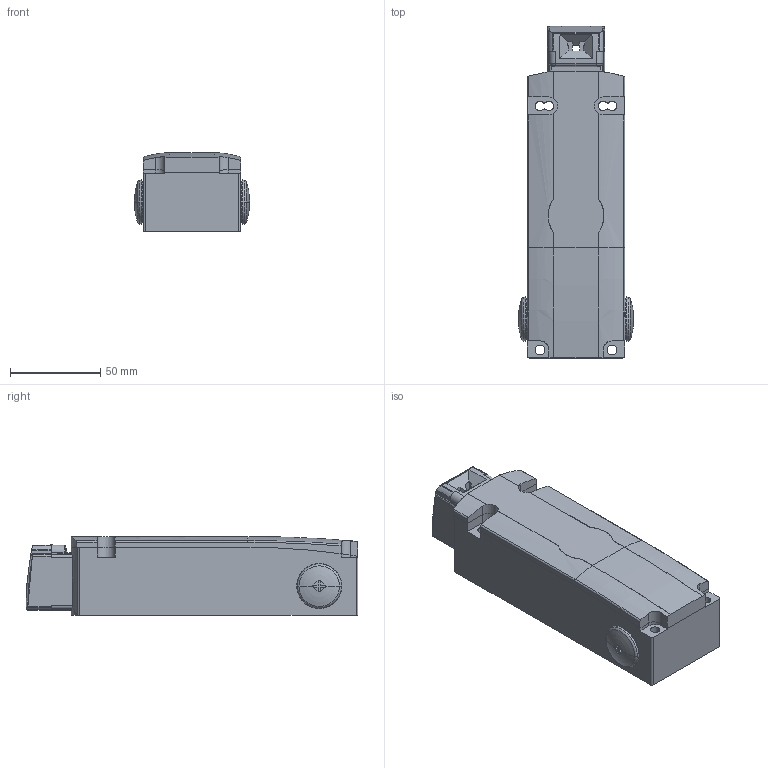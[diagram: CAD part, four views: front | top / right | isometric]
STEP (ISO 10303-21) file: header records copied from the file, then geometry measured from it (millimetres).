
FILE_DESCRIPTION(('STEP AP214'),'1');
FILE_NAME('cctmp_DAE339A3-EBC2-4E22-951E-43A8CDA4D51D_2023_07_21_12_30_30_0544..stp','2023-07-21T10:30:31',('SIEMENS A&D'),('CADClick - www.CADClick.com'),'Spatial InterOp 3D postprocessed',' ','unknown authorization');
FILE_SCHEMA(('AUTOMOTIVE_DESIGN'));
Length unit declared in the file: millimetre
Products named in the file (4): cc_unnamed; 2023_07_21_12_30_30_0519; 2023_07_21_12_30_30_0515; 2023_07_21_12_30_30_0511
Assembly tree (3 placements, depth 2):
  cc_unnamed
    2023_07_21_12_30_30_0519
    2023_07_21_12_30_30_0515
    2023_07_21_12_30_30_0511
Bounding box: 63.98 x 184.1 x 43.8 mm (x, y, z)
Volume: 201327.4 mm3; surface area: 75710.7 mm2
Topology: 3 solids, 3 shells, 329 faces, 931 edges, 597 vertices
Faces by surface type: plane 164, cylinder 123, torus 34, cone 8
Entity records: 12276 total; most frequent: CARTESIAN_POINT 2696, ORIENTED_EDGE 1826, DIRECTION 1742, EDGE_CURVE 913, AXIS2_PLACEMENT_3D 615, VERTEX_POINT 597, LINE 512, VECTOR 512
